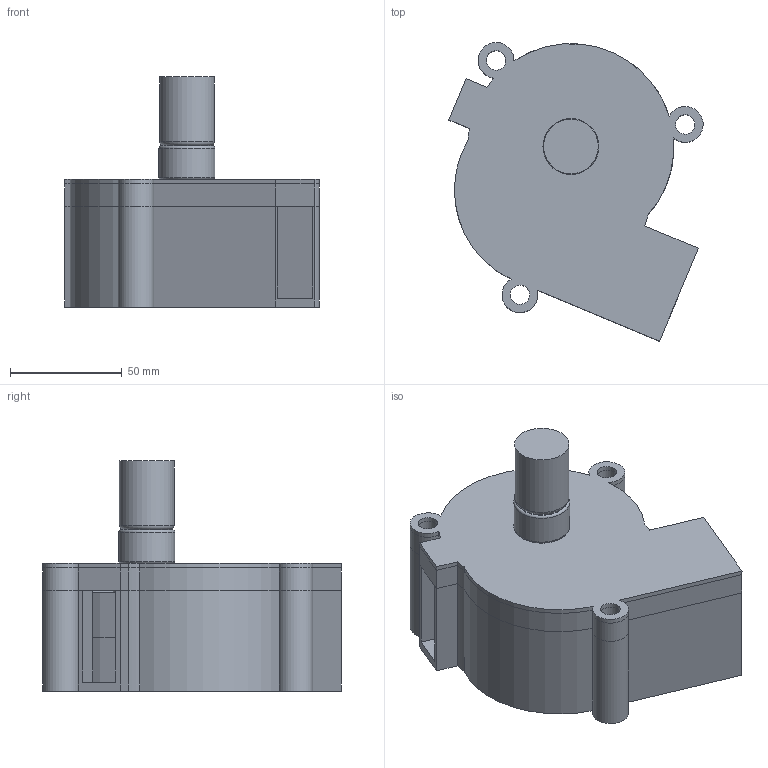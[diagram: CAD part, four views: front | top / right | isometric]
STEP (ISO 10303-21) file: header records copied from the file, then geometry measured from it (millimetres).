
FILE_DESCRIPTION(('FreeCAD Model'),'2;1');
FILE_NAME('Zharfan''s Document/Project Document/Gowin/desain3d/RumahanDropperAssembly.step', '2019-10-02T13:07:02',('Author'),(''), 'Open CASCADE STEP processor 7.2','FreeCAD','Unknown');
FILE_SCHEMA(('AUTOMOTIVE_DESIGN { 1 0 10303 214 1 1 1 1 }'));
Length unit declared in the file: millimetre
Products named in the file (5): rumahanDropperBiji2_001; DropperBijiAssembly_001; rumahanDropperBiji_Akrilik_001; RumahanDropperBiji_DudukanMotor1_001; MotorDC_001
Bounding box: 113.54 x 133.43 x 102.8 mm (x, y, z)
Volume: 382062.3 mm3; surface area: 138605.7 mm2
Topology: 6 solids, 6 shells, 127 faces, 310 edges, 205 vertices
Faces by surface type: cylinder 64, plane 59, torus 4
Full cylindrical faces by diameter (mm): 2.5 x1, 3 x4, 4 x1, 5 x1, 7 x2, 8.4 x1, 8.66 x9, 12 x2, 24.4 x1, 25 x1, 30 x1, 68 x2, 74 x2, 84 x2
Entity records: 8774 total; most frequent: CARTESIAN_POINT 1692, DIRECTION 1304, LINE 660, VECTOR 660, ORIENTED_EDGE 620, PCURVE 620, DEFINITIONAL_REPRESENTATION 620, EDGE_CURVE 310
